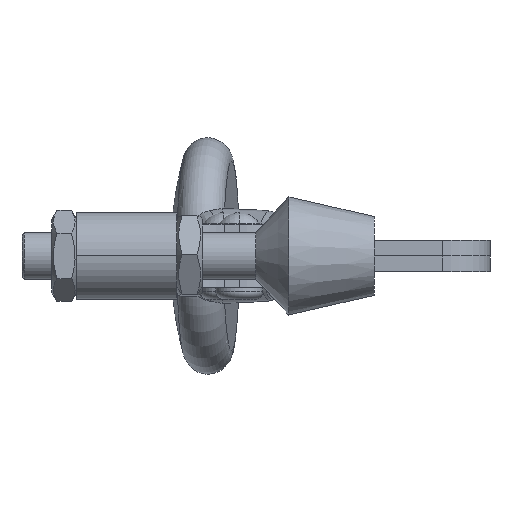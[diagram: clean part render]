
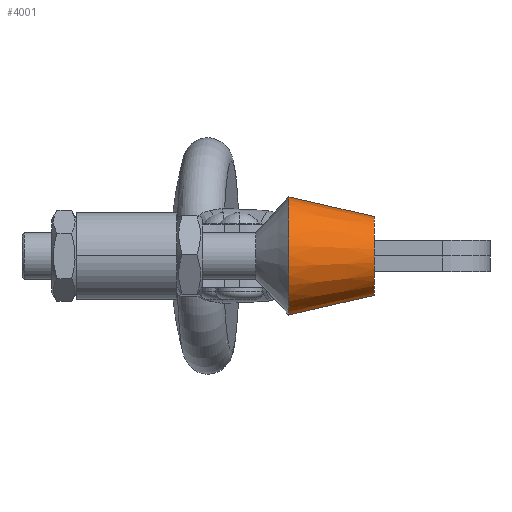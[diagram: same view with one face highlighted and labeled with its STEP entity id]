
A CAD part, left-side view. The second image highlights one B-rep face of the part: STEP entity #4001.
In plain terms, the highlighted conical face has half-angle 13 degrees and reference radius 5 mm.
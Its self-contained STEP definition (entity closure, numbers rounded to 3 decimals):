
#4001 = ADVANCED_FACE ( 'NONE', ( #9916 ), #9927, .T. ) ;
#6771 = EDGE_LOOP ( 'NONE', ( #16399, #16400, #16401, #16402 ) ) ;
#8127 = EDGE_CURVE ( 'NONE', #8732, #8722, #10882, .T. ) ;
#8130 = EDGE_CURVE ( 'NONE', #8764, #8711, #10884, .T. ) ;
#8145 = EDGE_CURVE ( 'NONE', #8722, #8711, #10909, .T. ) ;
#8146 = EDGE_CURVE ( 'NONE', #8732, #8764, #10910, .T. ) ;
#8711 = VERTEX_POINT ( 'NONE', #21572 ) ;
#8722 = VERTEX_POINT ( 'NONE', #21583 ) ;
#8732 = VERTEX_POINT ( 'NONE', #21593 ) ;
#8764 = VERTEX_POINT ( 'NONE', #21623 ) ;
#9916 = FACE_OUTER_BOUND ( 'NONE', #6771, .T. ) ;
#9927 = CONICAL_SURFACE ( 'NONE', #26365, 5., 0.227 ) ;
#10882 = LINE ( 'NONE', #15919, #10885 ) ;
#10884 = LINE ( 'NONE', #15925, #10889 ) ;
#10885 = VECTOR ( 'NONE', #15920, 1000. ) ;
#10889 = VECTOR ( 'NONE', #15921, 1000. ) ;
#10909 = CIRCLE ( 'NONE', #11185, 7.495 ) ;
#10910 = CIRCLE ( 'NONE', #11186, 5. ) ;
#11185 = AXIS2_PLACEMENT_3D ( 'NONE', #15966, #15967, #15968 ) ;
#11186 = AXIS2_PLACEMENT_3D ( 'NONE', #15969, #15970, #15971 ) ;
#15919 = CARTESIAN_POINT ( 'NONE',  ( 0., 0., -5. ) ) ;
#15920 = DIRECTION ( 'NONE',  ( 0., 0.974, -0.225 ) ) ;
#15921 = DIRECTION ( 'NONE',  ( 0., 0.974, 0.225 ) ) ;
#15925 = CARTESIAN_POINT ( 'NONE',  ( 0., 0., 5. ) ) ;
#15966 = CARTESIAN_POINT ( 'NONE',  ( 0., 10.808, 0. ) ) ;
#15967 = DIRECTION ( 'NONE',  ( 0., 1., 0. ) ) ;
#15968 = DIRECTION ( 'NONE',  ( 0., 0., 1. ) ) ;
#15969 = CARTESIAN_POINT ( 'NONE',  ( 0., 0., 0. ) ) ;
#15970 = DIRECTION ( 'NONE',  ( 0., 1., 0. ) ) ;
#15971 = DIRECTION ( 'NONE',  ( 0., 0., 1. ) ) ;
#16399 = ORIENTED_EDGE ( 'NONE', *, *, #8127, .F. ) ;
#16400 = ORIENTED_EDGE ( 'NONE', *, *, #8146, .T. ) ;
#16401 = ORIENTED_EDGE ( 'NONE', *, *, #8130, .T. ) ;
#16402 = ORIENTED_EDGE ( 'NONE', *, *, #8145, .F. ) ;
#18160 = DIRECTION ( 'NONE',  ( 0., 0., 1. ) ) ;
#18162 = DIRECTION ( 'NONE',  ( 0., 1., 0. ) ) ;
#18164 = CARTESIAN_POINT ( 'NONE',  ( 0., 0., 0. ) ) ;
#21572 = CARTESIAN_POINT ( 'NONE',  ( 0., 10.808, 7.495 ) ) ;
#21583 = CARTESIAN_POINT ( 'NONE',  ( 0., 10.808, -7.495 ) ) ;
#21593 = CARTESIAN_POINT ( 'NONE',  ( 0., 0., -5. ) ) ;
#21623 = CARTESIAN_POINT ( 'NONE',  ( 0., 0., 5. ) ) ;
#26365 = AXIS2_PLACEMENT_3D ( 'NONE', #18164, #18162, #18160 ) ;
